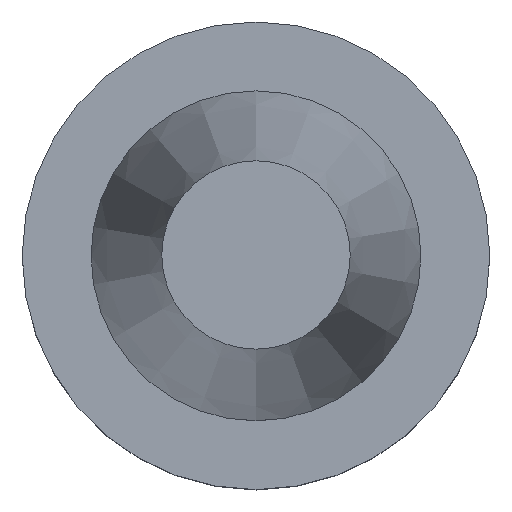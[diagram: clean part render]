
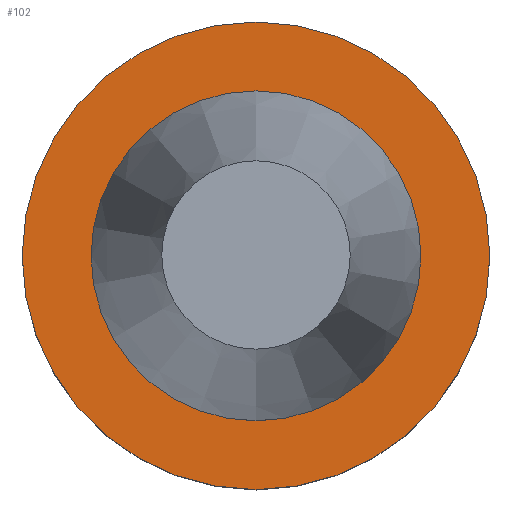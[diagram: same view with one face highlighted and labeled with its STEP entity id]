
A CAD part, top view. The second image highlights one B-rep face of the part: STEP entity #102.
In plain terms, the highlighted planar face has unit normal (0, 0, 1).
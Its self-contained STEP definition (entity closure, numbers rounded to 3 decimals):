
#79=EDGE_CURVE('Unnamed[1]',#204,#204,#205,.T.);
#90=EDGE_CURVE('Unnamed[1]',#221,#221,#222,.T.);
#102=ADVANCED_FACE('Unnamed[1]',(#239,#240),#241,.T.);
#204=VERTEX_POINT('',#375);
#205=CIRCLE('',#376,31.5);
#221=VERTEX_POINT('',#396);
#222=CIRCLE('',#397,22.225);
#239=FACE_OUTER_BOUND('',#419,.T.);
#240=FACE_BOUND('',#420,.T.);
#241=PLANE('',#421);
#375=CARTESIAN_POINT('',(0.,31.5,-1.));
#376=AXIS2_PLACEMENT_3D('',#568,#569,#570);
#396=CARTESIAN_POINT('',(0.,22.225,-1.));
#397=AXIS2_PLACEMENT_3D('',#588,#589,#590);
#419=EDGE_LOOP('',(#607));
#420=EDGE_LOOP('',(#608));
#421=AXIS2_PLACEMENT_3D('',#609,#610,#611);
#568=CARTESIAN_POINT('',(0.,0.,-1.));
#569=DIRECTION('',(0.,0.,-1.0));
#570=DIRECTION('',(0.,1.0,0.));
#588=CARTESIAN_POINT('',(0.,0.,-1.));
#589=DIRECTION('',(0.,0.,-1.0));
#590=DIRECTION('',(0.,1.0,0.));
#607=ORIENTED_EDGE('',*,*,#79,.F.);
#608=ORIENTED_EDGE('',*,*,#90,.T.);
#609=CARTESIAN_POINT('',(0.,26.862,-1.));
#610=DIRECTION('',(0.,0.,1.0));
#611=DIRECTION('',(0.,-1.0,0.));
